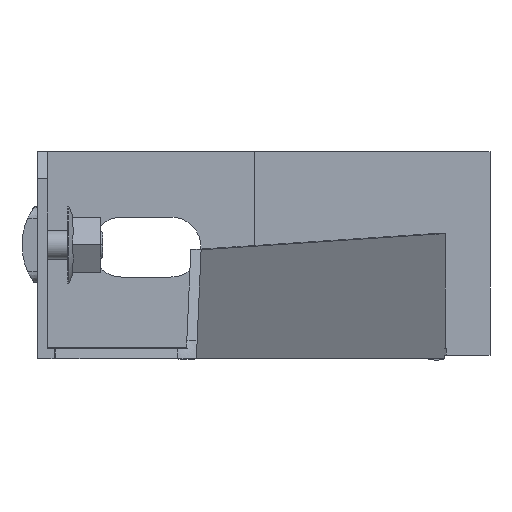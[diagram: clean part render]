
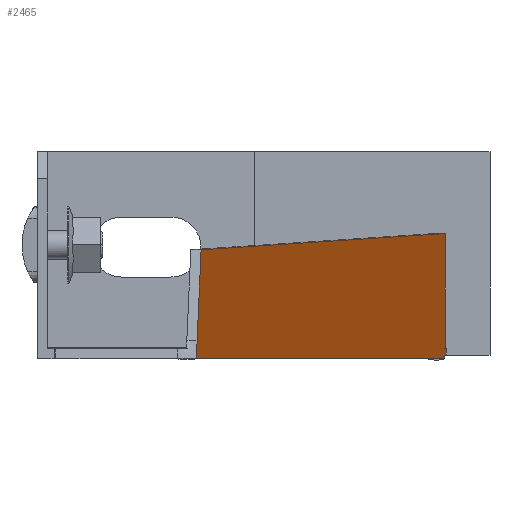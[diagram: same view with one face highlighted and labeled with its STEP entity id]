
A CAD part, left-side view. The second image highlights one B-rep face of the part: STEP entity #2465.
In plain terms, the highlighted planar face has unit normal (-0.113, -0.994, 0).
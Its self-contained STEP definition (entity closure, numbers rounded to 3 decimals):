
#33=DIRECTION('',(0.994,-0.113,0.));
#34=VECTOR('',#33,2.147);
#35=CARTESIAN_POINT('',(405.967,28.243,1.66));
#36=LINE('',#35,#34);
#117=DIRECTION('',(0.994,-0.113,0.));
#118=VECTOR('',#117,2.26);
#119=CARTESIAN_POINT('',(405.855,28.256,0.434));
#120=LINE('',#119,#118);
#183=CARTESIAN_POINT('',(6.381,73.783,-0.24));
#765=CARTESIAN_POINT('',(7.099,73.701,3.16));
#766=CARTESIAN_POINT('',(7.002,73.712,2.801));
#767=CARTESIAN_POINT('',(6.807,73.734,2.074));
#768=CARTESIAN_POINT('',(6.569,73.761,0.996));
#769=CARTESIAN_POINT('',(6.437,73.776,0.183));
#770=CARTESIAN_POINT('',(6.381,73.783,-0.24));
#795=DIRECTION('',(0.,0.,-1.));
#796=VECTOR('',#795,21.079);
#797=CARTESIAN_POINT('',(405.967,28.243,22.739));
#798=LINE('',#797,#796);
#799=DIRECTION('',(0.,0.,1.));
#800=VECTOR('',#799,1.226);
#801=CARTESIAN_POINT('',(408.1,28.,0.434));
#802=LINE('',#801,#800);
#803=CARTESIAN_POINT('',(405.855,28.256,0.434));
#804=CARTESIAN_POINT('',(405.85,28.256,0.325));
#805=CARTESIAN_POINT('',(405.841,28.257,0.103));
#806=CARTESIAN_POINT('',(405.833,28.258,-0.124));
#807=CARTESIAN_POINT('',(405.829,28.259,-0.24));
#809=DIRECTION('',(-0.994,0.113,0.));
#810=VECTOR('',#809,402.035);
#811=CARTESIAN_POINT('',(405.829,28.259,-0.24));
#812=LINE('',#811,#810);
#813=DIRECTION('',(-0.364,0.042,-0.93));
#814=VECTOR('',#813,17.844);
#815=CARTESIAN_POINT('',(13.597,72.96,19.762));
#816=LINE('',#815,#814);
#817=DIRECTION('',(-0.994,0.113,-0.008));
#818=VECTOR('',#817,394.921);
#819=CARTESIAN_POINT('',(405.967,28.243,22.739));
#820=LINE('',#819,#818);
#833=CARTESIAN_POINT('',(405.829,28.259,-0.24));
#1292=CARTESIAN_POINT('',(13.597,72.96,19.762));
#1294=VERTEX_POINT('',#1292);
#1429=CARTESIAN_POINT('',(7.099,73.701,3.16));
#1430=VERTEX_POINT('',#1429);
#1466=VERTEX_POINT('',#833);
#1473=VERTEX_POINT('',#183);
#1490=CARTESIAN_POINT('',(405.967,28.243,22.739));
#1492=VERTEX_POINT('',#1490);
#1493=CARTESIAN_POINT('',(408.1,28.,0.434));
#1494=CARTESIAN_POINT('',(408.1,28.,1.66));
#1495=VERTEX_POINT('',#1493);
#1496=VERTEX_POINT('',#1494);
#1497=CARTESIAN_POINT('',(405.967,28.243,1.66));
#1498=VERTEX_POINT('',#1497);
#1521=VERTEX_POINT('',#803);
#2448=CARTESIAN_POINT('',(386.952,30.41,17.418));
#2449=DIRECTION('',(-0.113,-0.994,0.));
#2450=DIRECTION('',(0.994,-0.113,0.));
#2451=AXIS2_PLACEMENT_3D('',#2448,#2449,#2450);
#2452=PLANE('',#2451);
#2453=ORIENTED_EDGE('',*,*,#1535,.T.);
#2454=ORIENTED_EDGE('',*,*,#1566,.T.);
#2455=ORIENTED_EDGE('',*,*,#1596,.F.);
#2456=ORIENTED_EDGE('',*,*,#1683,.F.);
#2458=ORIENTED_EDGE('',*,*,#2457,.T.);
#2459=ORIENTED_EDGE('',*,*,#1747,.T.);
#2460=ORIENTED_EDGE('',*,*,#2408,.F.);
#2461=ORIENTED_EDGE('',*,*,#2430,.F.);
#2462=ORIENTED_EDGE('',*,*,#2441,.F.);
#2463=EDGE_LOOP('',(#2453,#2454,#2455,#2456,#2458,#2459,#2460,#2461,#2462));
#2464=FACE_OUTER_BOUND('',#2463,.F.);
#2465=ADVANCED_FACE('',(#2464),#2452,.T.);
#771=B_SPLINE_CURVE_WITH_KNOTS('',3,(#765,#766,#767,#768,#769,#770),
.UNSPECIFIED.,.F.,.F.,(4,1,1,4),(0.,0.333,0.667,1.),
.UNSPECIFIED.);
#808=B_SPLINE_CURVE_WITH_KNOTS('',3,(#803,#804,#805,#806,#807),.UNSPECIFIED.,
.F.,.F.,(4,1,4),(0.,0.5,1.),.UNSPECIFIED.);
#1535=EDGE_CURVE('',#1492,#1498,#798,.T.);
#1566=EDGE_CURVE('',#1498,#1496,#36,.T.);
#1596=EDGE_CURVE('',#1495,#1496,#802,.T.);
#1683=EDGE_CURVE('',#1521,#1495,#120,.T.);
#1747=EDGE_CURVE('',#1466,#1473,#812,.T.);
#2408=EDGE_CURVE('',#1430,#1473,#771,.T.);
#2430=EDGE_CURVE('',#1294,#1430,#816,.T.);
#2441=EDGE_CURVE('',#1492,#1294,#820,.T.);
#2457=EDGE_CURVE('',#1521,#1466,#808,.T.);
